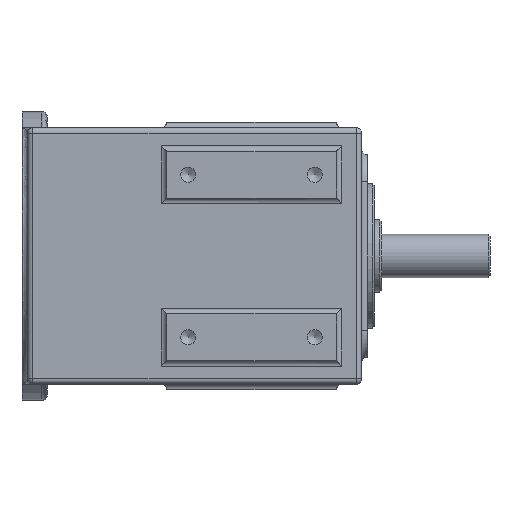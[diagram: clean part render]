
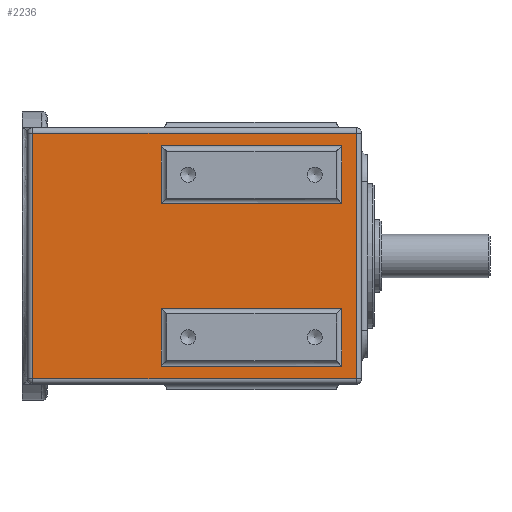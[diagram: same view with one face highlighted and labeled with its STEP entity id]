
A CAD part, front view. The second image highlights one B-rep face of the part: STEP entity #2236.
In plain terms, the highlighted planar face has unit normal (0, -1, 0).
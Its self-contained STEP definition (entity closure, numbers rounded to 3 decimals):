
#2044=CARTESIAN_POINT('',(88.5,-68.5,-30.5));
#2045=VERTEX_POINT('',#2044);
#2053=CARTESIAN_POINT('',(88.5,-68.5,-14.5));
#2054=VERTEX_POINT('',#2053);
#2055=CARTESIAN_POINT('',(88.5,-68.5,-30.5));
#2056=DIRECTION('',(0.0,0.0,1.0));
#2057=VECTOR('',#2056,16.);
#2058=LINE('',#2055,#2057);
#2059=EDGE_CURVE('',#2045,#2054,#2058,.T.);
#2085=CARTESIAN_POINT('',(38.5,-68.5,-14.5));
#2086=VERTEX_POINT('',#2085);
#2087=CARTESIAN_POINT('',(88.5,-68.5,-14.5));
#2088=DIRECTION('',(-1.0,0.0,0.0));
#2089=VECTOR('',#2088,50.);
#2090=LINE('',#2087,#2089);
#2091=EDGE_CURVE('',#2054,#2086,#2090,.T.);
#2117=CARTESIAN_POINT('',(38.5,-68.5,-30.5));
#2118=VERTEX_POINT('',#2117);
#2119=CARTESIAN_POINT('',(38.5,-68.5,-14.5));
#2120=DIRECTION('',(0.0,0.0,-1.0));
#2121=VECTOR('',#2120,16.);
#2122=LINE('',#2119,#2121);
#2123=EDGE_CURVE('',#2086,#2118,#2122,.T.);
#2147=CARTESIAN_POINT('',(38.5,-68.5,-30.5));
#2148=DIRECTION('',(1.0,0.0,0.0));
#2149=VECTOR('',#2148,50.);
#2150=LINE('',#2147,#2149);
#2151=EDGE_CURVE('',#2118,#2045,#2150,.T.);
#2157=CARTESIAN_POINT('',(7.,-68.5,0.0));
#2158=DIRECTION('',(0.0,-1.0,0.0));
#2159=DIRECTION('',(0.0,0.0,-1.0));
#2160=AXIS2_PLACEMENT_3D('',#2157,#2158,#2159);
#2161=PLANE('',#2160);
#2162=CARTESIAN_POINT('',(92.5,-68.5,34.0));
#2163=VERTEX_POINT('',#2162);
#2164=CARTESIAN_POINT('',(92.5,-68.5,-34.0));
#2165=VERTEX_POINT('',#2164);
#2166=CARTESIAN_POINT('',(92.5,-68.5,34.0));
#2167=DIRECTION('',(0.0,0.0,-1.0));
#2168=VECTOR('',#2167,68.0);
#2169=LINE('',#2166,#2168);
#2170=EDGE_CURVE('',#2163,#2165,#2169,.T.);
#2171=ORIENTED_EDGE('',*,*,#2170,.F.);
#2172=CARTESIAN_POINT('',(3.,-68.5,34.0));
#2173=VERTEX_POINT('',#2172);
#2174=CARTESIAN_POINT('',(3.,-68.5,34.0));
#2175=DIRECTION('',(1.0,0.0,0.0));
#2176=VECTOR('',#2175,89.5);
#2177=LINE('',#2174,#2176);
#2178=EDGE_CURVE('',#2173,#2163,#2177,.T.);
#2179=ORIENTED_EDGE('',*,*,#2178,.F.);
#2180=CARTESIAN_POINT('',(3.,-68.5,-34.0));
#2181=VERTEX_POINT('',#2180);
#2182=CARTESIAN_POINT('',(3.,-68.5,-34.0));
#2183=DIRECTION('',(0.0,0.0,1.0));
#2184=VECTOR('',#2183,68.0);
#2185=LINE('',#2182,#2184);
#2186=EDGE_CURVE('',#2181,#2173,#2185,.T.);
#2187=ORIENTED_EDGE('',*,*,#2186,.F.);
#2188=CARTESIAN_POINT('',(92.5,-68.5,-34.0));
#2189=DIRECTION('',(-1.0,0.0,0.0));
#2190=VECTOR('',#2189,89.5);
#2191=LINE('',#2188,#2190);
#2192=EDGE_CURVE('',#2165,#2181,#2191,.T.);
#2193=ORIENTED_EDGE('',*,*,#2192,.F.);
#2194=EDGE_LOOP('',(#2171,#2179,#2187,#2193));
#2195=FACE_OUTER_BOUND('',#2194,.T.);
#2196=CARTESIAN_POINT('',(88.5,-68.5,14.5));
#2197=VERTEX_POINT('',#2196);
#2198=CARTESIAN_POINT('',(88.5,-68.5,30.5));
#2199=VERTEX_POINT('',#2198);
#2200=CARTESIAN_POINT('',(88.5,-68.5,14.5));
#2201=DIRECTION('',(0.0,0.0,1.0));
#2202=VECTOR('',#2201,16.);
#2203=LINE('',#2200,#2202);
#2204=EDGE_CURVE('',#2197,#2199,#2203,.T.);
#2205=ORIENTED_EDGE('',*,*,#2204,.F.);
#2206=CARTESIAN_POINT('',(38.5,-68.5,14.5));
#2207=VERTEX_POINT('',#2206);
#2208=CARTESIAN_POINT('',(38.5,-68.5,14.5));
#2209=DIRECTION('',(1.0,0.0,0.0));
#2210=VECTOR('',#2209,50.);
#2211=LINE('',#2208,#2210);
#2212=EDGE_CURVE('',#2207,#2197,#2211,.T.);
#2213=ORIENTED_EDGE('',*,*,#2212,.F.);
#2214=CARTESIAN_POINT('',(38.5,-68.5,30.5));
#2215=VERTEX_POINT('',#2214);
#2216=CARTESIAN_POINT('',(38.5,-68.5,30.5));
#2217=DIRECTION('',(0.0,0.0,-1.0));
#2218=VECTOR('',#2217,16.);
#2219=LINE('',#2216,#2218);
#2220=EDGE_CURVE('',#2215,#2207,#2219,.T.);
#2221=ORIENTED_EDGE('',*,*,#2220,.F.);
#2222=CARTESIAN_POINT('',(88.5,-68.5,30.5));
#2223=DIRECTION('',(-1.0,0.0,0.0));
#2224=VECTOR('',#2223,50.);
#2225=LINE('',#2222,#2224);
#2226=EDGE_CURVE('',#2199,#2215,#2225,.T.);
#2227=ORIENTED_EDGE('',*,*,#2226,.F.);
#2228=EDGE_LOOP('',(#2205,#2213,#2221,#2227));
#2229=FACE_BOUND('',#2228,.T.);
#2230=ORIENTED_EDGE('',*,*,#2059,.F.);
#2231=ORIENTED_EDGE('',*,*,#2151,.F.);
#2232=ORIENTED_EDGE('',*,*,#2123,.F.);
#2233=ORIENTED_EDGE('',*,*,#2091,.F.);
#2234=EDGE_LOOP('',(#2230,#2231,#2232,#2233));
#2235=FACE_BOUND('',#2234,.T.);
#2236=ADVANCED_FACE('',(#2195,#2229,#2235),#2161,.T.);
